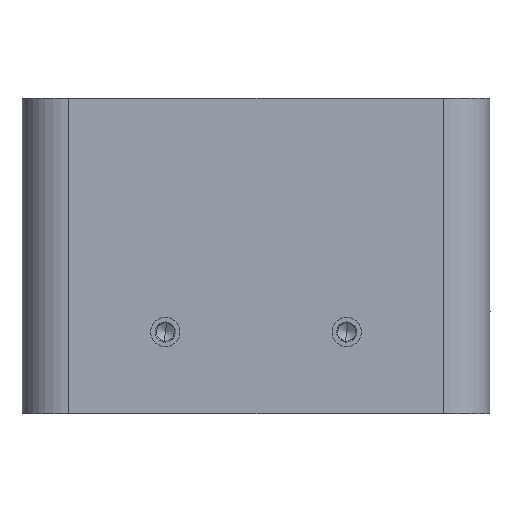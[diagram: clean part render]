
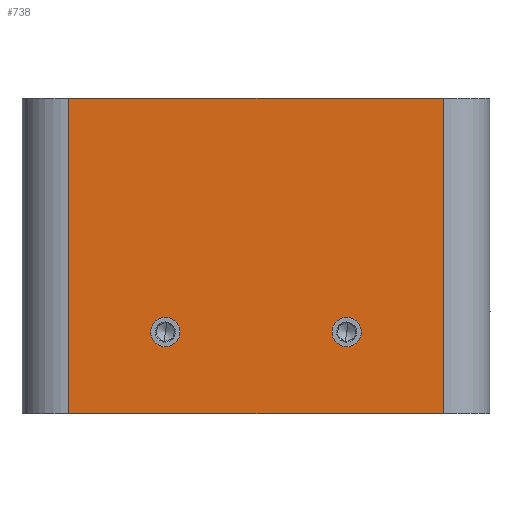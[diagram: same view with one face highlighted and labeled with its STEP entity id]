
A CAD part, left-side view. The second image highlights one B-rep face of the part: STEP entity #738.
In plain terms, the highlighted planar face has unit normal (-1, 0, 0).
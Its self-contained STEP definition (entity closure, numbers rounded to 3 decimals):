
#42 = AXIS2_PLACEMENT_3D ( 'NONE', #4632, #1641, #11617 ) ;
#254 = DIRECTION ( 'NONE',  ( 1., 0., 0. ) ) ;
#332 = EDGE_CURVE ( 'NONE', #12969, #6800, #10696, .T. ) ;
#359 = CARTESIAN_POINT ( 'NONE',  ( -40., 15.5, -10.5 ) ) ;
#448 = CARTESIAN_POINT ( 'NONE',  ( -40., -15.5, -10.5 ) ) ;
#670 = AXIS2_PLACEMENT_3D ( 'NONE', #11070, #4937, #12091 ) ;
#738 = ADVANCED_FACE ( 'NONE', ( #9865, #12892, #2336 ), #12456, .F. ) ;
#878 = VECTOR ( 'NONE', #3506, 1000. ) ;
#1134 = VERTEX_POINT ( 'NONE', #359 ) ;
#1159 = VERTEX_POINT ( 'NONE', #10607 ) ;
#1160 = EDGE_CURVE ( 'NONE', #6580, #6022, #12102, .T. ) ;
#1251 = AXIS2_PLACEMENT_3D ( 'NONE', #8379, #254, #6400 ) ;
#1277 = CARTESIAN_POINT ( 'NONE',  ( -40., -15.5, -15.5 ) ) ;
#1376 = EDGE_CURVE ( 'NONE', #6800, #12969, #4718, .T. ) ;
#1384 = LINE ( 'NONE', #6424, #11937 ) ;
#1641 = DIRECTION ( 'NONE',  ( 1., 0., 0. ) ) ;
#2336 = FACE_OUTER_BOUND ( 'NONE', #10560, .T. ) ;
#2355 = DIRECTION ( 'NONE',  ( 0., -1., 0. ) ) ;
#2566 = DIRECTION ( 'NONE',  ( 0., 0., -1. ) ) ;
#2597 = ORIENTED_EDGE ( 'NONE', *, *, #11031, .T. ) ;
#3337 = VERTEX_POINT ( 'NONE', #11720 ) ;
#3424 = EDGE_LOOP ( 'NONE', ( #4637, #9243 ) ) ;
#3472 = VECTOR ( 'NONE', #13148, 1000. ) ;
#3506 = DIRECTION ( 'NONE',  ( 0., 0., -1. ) ) ;
#3642 = EDGE_CURVE ( 'NONE', #1159, #6580, #1384, .T. ) ;
#3758 = DIRECTION ( 'NONE',  ( 0., -1., 0. ) ) ;
#4043 = DIRECTION ( 'NONE',  ( 1., 0., 0. ) ) ;
#4632 = CARTESIAN_POINT ( 'NONE',  ( -40., -15.5, -13. ) ) ;
#4637 = ORIENTED_EDGE ( 'NONE', *, *, #1376, .T. ) ;
#4707 = EDGE_CURVE ( 'NONE', #1159, #3337, #6201, .T. ) ;
#4718 = CIRCLE ( 'NONE', #42, 2.5 ) ;
#4937 = DIRECTION ( 'NONE',  ( 1., 0., 0. ) ) ;
#5252 = ORIENTED_EDGE ( 'NONE', *, *, #10416, .T. ) ;
#5488 = EDGE_CURVE ( 'NONE', #3337, #6022, #11323, .T. ) ;
#5862 = VECTOR ( 'NONE', #3758, 1000. ) ;
#6022 = VERTEX_POINT ( 'NONE', #10837 ) ;
#6201 = LINE ( 'NONE', #9286, #3472 ) ;
#6400 = DIRECTION ( 'NONE',  ( 0., 0., -1. ) ) ;
#6424 = CARTESIAN_POINT ( 'NONE',  ( -40., 32., 27. ) ) ;
#6569 = CIRCLE ( 'NONE', #6696, 2.5 ) ;
#6580 = VERTEX_POINT ( 'NONE', #8974 ) ;
#6696 = AXIS2_PLACEMENT_3D ( 'NONE', #10195, #4043, #11228 ) ;
#6713 = VERTEX_POINT ( 'NONE', #8312 ) ;
#6800 = VERTEX_POINT ( 'NONE', #1277 ) ;
#7109 = CARTESIAN_POINT ( 'NONE',  ( -40., -15.5, -13. ) ) ;
#7539 = CIRCLE ( 'NONE', #670, 2.5 ) ;
#8312 = CARTESIAN_POINT ( 'NONE',  ( -40., 15.5, -15.5 ) ) ;
#8379 = CARTESIAN_POINT ( 'NONE',  ( -40., 32., 27. ) ) ;
#8967 = EDGE_LOOP ( 'NONE', ( #2597, #5252 ) ) ;
#8974 = CARTESIAN_POINT ( 'NONE',  ( -40., -32., 27. ) ) ;
#9243 = ORIENTED_EDGE ( 'NONE', *, *, #332, .T. ) ;
#9286 = CARTESIAN_POINT ( 'NONE',  ( -40., 32., 27. ) ) ;
#9323 = ORIENTED_EDGE ( 'NONE', *, *, #3642, .F. ) ;
#9563 = CARTESIAN_POINT ( 'NONE',  ( -40., -32., 27. ) ) ;
#9865 = FACE_BOUND ( 'NONE', #8967, .T. ) ;
#10195 = CARTESIAN_POINT ( 'NONE',  ( -40., 15.5, -13. ) ) ;
#10416 = EDGE_CURVE ( 'NONE', #1134, #6713, #6569, .T. ) ;
#10560 = EDGE_LOOP ( 'NONE', ( #11046, #11987, #9323, #11698 ) ) ;
#10607 = CARTESIAN_POINT ( 'NONE',  ( -40., 32., 27. ) ) ;
#10696 = CIRCLE ( 'NONE', #11366, 2.5 ) ;
#10837 = CARTESIAN_POINT ( 'NONE',  ( -40., -32., -27. ) ) ;
#11031 = EDGE_CURVE ( 'NONE', #6713, #1134, #7539, .T. ) ;
#11046 = ORIENTED_EDGE ( 'NONE', *, *, #5488, .T. ) ;
#11070 = CARTESIAN_POINT ( 'NONE',  ( -40., 15.5, -13. ) ) ;
#11228 = DIRECTION ( 'NONE',  ( 0., 0., -1. ) ) ;
#11323 = LINE ( 'NONE', #12754, #5862 ) ;
#11366 = AXIS2_PLACEMENT_3D ( 'NONE', #7109, #12731, #2566 ) ;
#11617 = DIRECTION ( 'NONE',  ( 0., 0., -1. ) ) ;
#11698 = ORIENTED_EDGE ( 'NONE', *, *, #4707, .T. ) ;
#11720 = CARTESIAN_POINT ( 'NONE',  ( -40., 32., -27. ) ) ;
#11937 = VECTOR ( 'NONE', #2355, 1000. ) ;
#11987 = ORIENTED_EDGE ( 'NONE', *, *, #1160, .F. ) ;
#12091 = DIRECTION ( 'NONE',  ( 0., 0., -1. ) ) ;
#12102 = LINE ( 'NONE', #9563, #878 ) ;
#12456 = PLANE ( 'NONE',  #1251 ) ;
#12731 = DIRECTION ( 'NONE',  ( 1., 0., 0. ) ) ;
#12754 = CARTESIAN_POINT ( 'NONE',  ( -40., 32., -27. ) ) ;
#12892 = FACE_BOUND ( 'NONE', #3424, .T. ) ;
#12969 = VERTEX_POINT ( 'NONE', #448 ) ;
#13148 = DIRECTION ( 'NONE',  ( 0., 0., -1. ) ) ;
